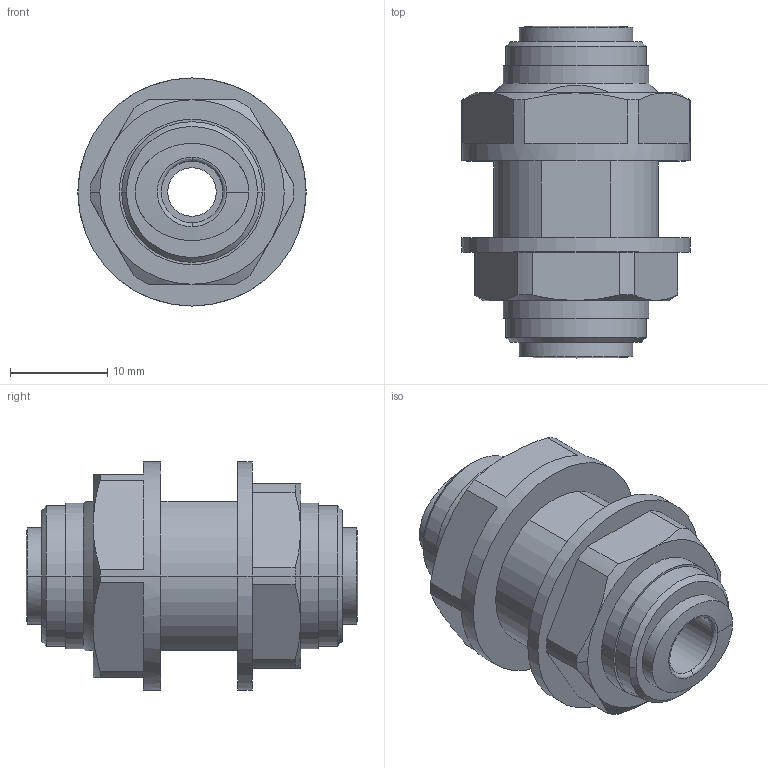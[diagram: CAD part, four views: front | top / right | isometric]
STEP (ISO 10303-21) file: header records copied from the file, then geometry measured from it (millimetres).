
FILE_DESCRIPTION (( 'STEP AP214' ), '1' );
FILE_NAME ('UB14-P.step', '2017-08-29T20:58:32', ( '' ), ( '' ), 'SwSTEP 2.0', 'SolidWorks 2017', '' );
FILE_SCHEMA (( 'AUTOMOTIVE_DESIGN' ));
Length unit declared in the file: inch
Products named in the file (1): UB14-P
Bounding box: 23.5 x 34.2 x 23.5 mm (x, y, z)
Volume: 7497.4 mm3; surface area: 3935.6 mm2
Topology: 1 solids, 1 shells, 93 faces, 227 edges, 141 vertices
Faces by surface type: plane 31, cylinder 30, cone 20, bspline 12
Entity records: 4390 total; most frequent: CARTESIAN_POINT 2215, ORIENTED_EDGE 454, DIRECTION 442, EDGE_CURVE 227, AXIS2_PLACEMENT_3D 184, VERTEX_POINT 141, EDGE_LOOP 104, CIRCLE 102
